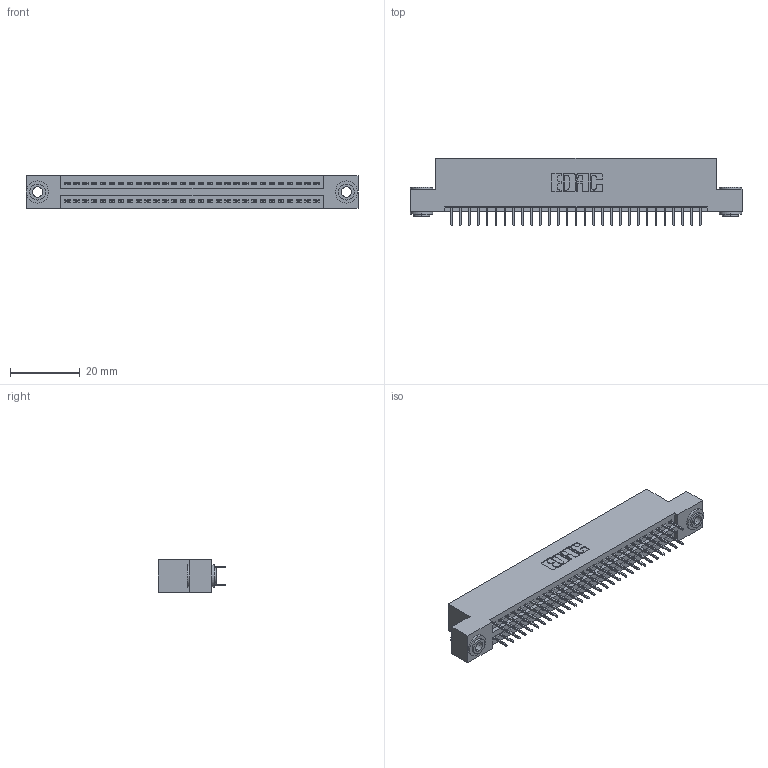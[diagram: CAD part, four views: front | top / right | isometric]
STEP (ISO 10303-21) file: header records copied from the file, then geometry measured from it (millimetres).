
FILE_DESCRIPTION (( 'STEP AP203' ), '1' );
FILE_NAME ('395-058-524-203.STEP', '2019-10-23T11:57:44', ( '' ), ( '' ), 'SwSTEP 2.0', 'SolidWorks 2016', '' );
FILE_SCHEMA (( 'CONFIG_CONTROL_DESIGN' ));
Length unit declared in the file: inch
Products named in the file (4): 345 Part_Flush Mounting Lugs - 0.156 Dia-TH; 345-292-001_345-293-124; 345-250-002_345-250-002-102; 395-058-524-203
Assembly tree (61 placements, depth 2):
  395-058-524-203
    345 Part_Flush Mounting Lugs - 0.156 Dia-TH
    345-292-001_345-293-124  x58
    345-250-002_345-250-002-102  x2
Bounding box: 94.87 x 19.35 x 9.4 mm (x, y, z)
Volume: 9026.6 mm3; surface area: 13064.3 mm2
Topology: 61 solids, 61 shells, 3296 faces, 9291 edges, 5958 vertices
Faces by surface type: plane 2352, cylinder 936, cone 8
Entity records: 25228 total; most frequent: CARTESIAN_POINT 4215, ORIENTED_EDGE 4142, DIRECTION 3765, EDGE_CURVE 2071, LINE 1803, VECTOR 1803, VERTEX_POINT 1374, AXIS2_PLACEMENT_3D 981
